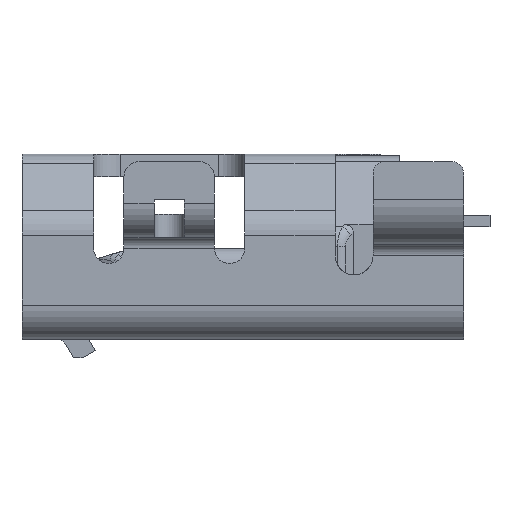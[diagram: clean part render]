
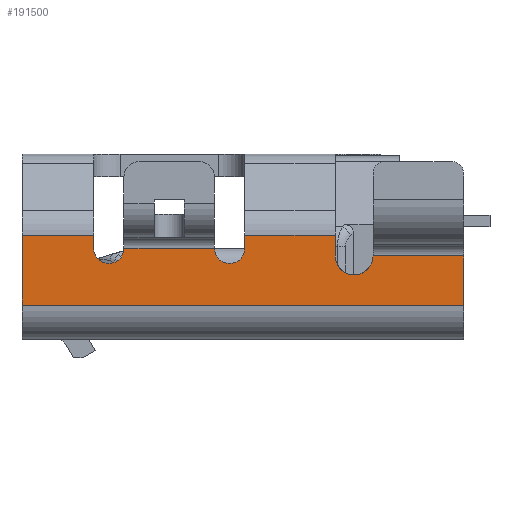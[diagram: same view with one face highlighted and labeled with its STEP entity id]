
A CAD part, front view. The second image highlights one B-rep face of the part: STEP entity #191500.
In plain terms, the highlighted face is planar.
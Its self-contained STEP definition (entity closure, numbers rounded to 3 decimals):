
#170930=CARTESIAN_POINT('',(-3.75,-0.6,-0.765));
#170940=VERTEX_POINT('',#170930);
#171030=CARTESIAN_POINT('',(-3.75,5.25,-0.765));
#171040=VERTEX_POINT('',#171030);
#171070=CARTESIAN_POINT('',(-3.75,-0.6,-0.765));
#171080=DIRECTION('',(0.,-1.,0.));
#171090=VECTOR('',#171080,1.);
#171100=LINE('',#171070,#171090);
#171110=EDGE_CURVE('',#171040,#170940,#171100,.T.);
#171230=CARTESIAN_POINT('',(-3.75,-0.6,-0.765));
#171240=DIRECTION('',(0.,0.,1.));
#171250=VECTOR('',#171240,0.65);
#171260=LINE('',#171230,#171250);
#171270=CARTESIAN_POINT('',(-3.75,-0.6,
-0.115));
#171280=VERTEX_POINT('',#171270);
#171290=EDGE_CURVE('',#170940,#171280,#171260,.T.);
#182990=CARTESIAN_POINT('',(-3.75,4.3,
-0.015));
#183000=VERTEX_POINT('',#182990);
#183030=CARTESIAN_POINT('',(-3.75,4.3,
-0.015));
#183040=DIRECTION('',(0.,0.,1.));
#183050=VECTOR('',#183040,0.174);
#183060=LINE('',#183030,#183050);
#183070=CARTESIAN_POINT('',(-3.75,4.3,
0.159));
#183080=VERTEX_POINT('',#183070);
#183090=EDGE_CURVE('',#183000,#183080,#183060,.T.);
#189550=CARTESIAN_POINT('',(-3.75,1.1,
0.159));
#189560=VERTEX_POINT('',#189550);
#190320=CARTESIAN_POINT('',(-3.75,1.1,
-0.115));
#190330=VERTEX_POINT('',#190320);
#190360=CARTESIAN_POINT('',(-3.75,1.1,
0.159));
#190370=DIRECTION('',(0.,0.,-1.));
#190380=VECTOR('',#190370,0.274);
#190390=LINE('',#190360,#190380);
#190400=EDGE_CURVE('',#189560,#190330,#190390,.T.);
#190700=CARTESIAN_POINT('',(-3.75,5.25,-1.215));
#190710=DIRECTION('',(1.,0.,0.));
#190720=DIRECTION('',(0.,1.,0.));
#190730=AXIS2_PLACEMENT_3D('',#190700,#190710,#190720);
#190740=PLANE('',#190730);
#190750=CARTESIAN_POINT('',(-3.75,5.25,
0.159));
#190760=DIRECTION('',(0.,-1.,0.));
#190770=VECTOR('',#190760,0.95);
#190780=LINE('',#190750,#190770);
#190790=CARTESIAN_POINT('',(-3.75,5.25,
0.159));
#190800=VERTEX_POINT('',#190790);
#190810=EDGE_CURVE('',#190800,#183080,#190780,.T.);
#190820=ORIENTED_EDGE('',*,*,#190810,.F.);
#190830=ORIENTED_EDGE('',*,*,#183090,.T.);
#190840=CARTESIAN_POINT('',(-3.75,4.1,
-0.015));
#190850=DIRECTION('',(-1.,0.,0.));
#190860=DIRECTION('',(0.,1.,0.));
#190870=AXIS2_PLACEMENT_3D('',#190840,#190850,#190860);
#190880=CIRCLE('',#190870,0.2);
#190890=CARTESIAN_POINT('',(-3.75,3.9,
-0.015));
#190900=VERTEX_POINT('',#190890);
#190910=EDGE_CURVE('',#183000,#190900,#190880,.T.);
#190920=ORIENTED_EDGE('',*,*,#190910,.F.);
#190930=CARTESIAN_POINT('',(-3.75,3.9,
-0.015));
#190940=DIRECTION('',(0.,-1.,0.));
#190950=VECTOR('',#190940,1.2);
#190960=LINE('',#190930,#190950);
#190970=CARTESIAN_POINT('',(-3.75,2.7,
-0.015));
#190980=VERTEX_POINT('',#190970);
#190990=EDGE_CURVE('',#190900,#190980,#190960,.T.);
#191000=ORIENTED_EDGE('',*,*,#190990,.F.);
#191010=CARTESIAN_POINT('',(-3.75,2.5,
-0.015));
#191020=DIRECTION('',(-1.,0.,0.));
#191030=DIRECTION('',(0.,1.,0.));
#191040=AXIS2_PLACEMENT_3D('',#191010,#191020,#191030);
#191050=CIRCLE('',#191040,0.2);
#191060=CARTESIAN_POINT('',(-3.75,2.3,
-0.015));
#191070=VERTEX_POINT('',#191060);
#191080=EDGE_CURVE('',#190980,#191070,#191050,.T.);
#191090=ORIENTED_EDGE('',*,*,#191080,.F.);
#191100=CARTESIAN_POINT('',(-3.75,2.3,
0.159));
#191110=DIRECTION('',(0.,0.,-1.));
#191120=VECTOR('',#191110,0.174);
#191130=LINE('',#191100,#191120);
#191140=CARTESIAN_POINT('',(-3.75,2.3,
0.159));
#191150=VERTEX_POINT('',#191140);
#191160=EDGE_CURVE('',#191150,#191070,#191130,.T.);
#191170=ORIENTED_EDGE('',*,*,#191160,.T.);
#191180=CARTESIAN_POINT('',(-3.75,2.3,
0.159));
#191190=DIRECTION('',(0.,-1.,0.));
#191200=VECTOR('',#191190,1.2);
#191210=LINE('',#191180,#191200);
#191220=EDGE_CURVE('',#191150,#189560,#191210,.T.);
#191230=ORIENTED_EDGE('',*,*,#191220,.F.);
#191240=ORIENTED_EDGE('',*,*,#190400,.F.);
#191250=CARTESIAN_POINT('',(-3.75,0.85,
-0.115));
#191260=DIRECTION('',(-1.,0.,0.));
#191270=DIRECTION('',(0.,1.,0.));
#191280=AXIS2_PLACEMENT_3D('',#191250,#191260,#191270);
#191290=CIRCLE('',#191280,0.25);
#191300=CARTESIAN_POINT('',(-3.75,0.6,
-0.115));
#191310=VERTEX_POINT('',#191300);
#191320=EDGE_CURVE('',#190330,#191310,#191290,.T.);
#191330=ORIENTED_EDGE('',*,*,#191320,.F.);
#191340=CARTESIAN_POINT('',(-3.75,0.6,
-0.115));
#191350=DIRECTION('',(0.,-1.,0.));
#191360=VECTOR('',#191350,1.2);
#191370=LINE('',#191340,#191360);
#191380=EDGE_CURVE('',#191310,#171280,#191370,.T.);
#191390=ORIENTED_EDGE('',*,*,#191380,.F.);
#191400=ORIENTED_EDGE('',*,*,#171290,.T.);
#191410=ORIENTED_EDGE('',*,*,#171110,.T.);
#191420=CARTESIAN_POINT('',(-3.75,5.25,-1.215));
#191430=DIRECTION('',(0.,0.,-1.));
#191440=VECTOR('',#191430,1.);
#191450=LINE('',#191420,#191440);
#191460=EDGE_CURVE('',#190800,#171040,#191450,.T.);
#191470=ORIENTED_EDGE('',*,*,#191460,.T.);
#191480=EDGE_LOOP('',(#191470,#191410,#191400,#191390,#191330,#191240,
#191230,#191170,#191090,#191000,#190920,#190830,#190820));
#191490=FACE_OUTER_BOUND('',#191480,.T.);
#191500=ADVANCED_FACE('',(#191490),#190740,.F.);
